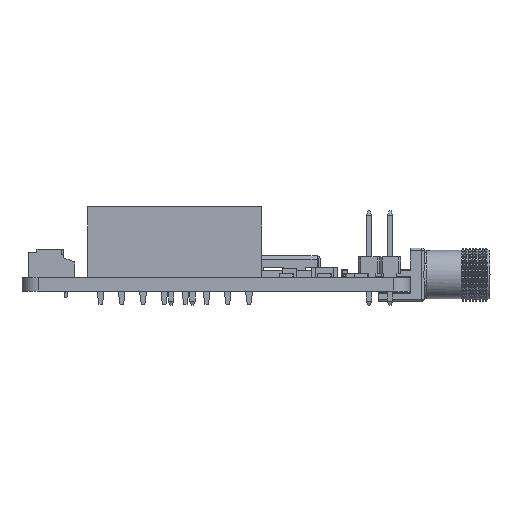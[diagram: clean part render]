
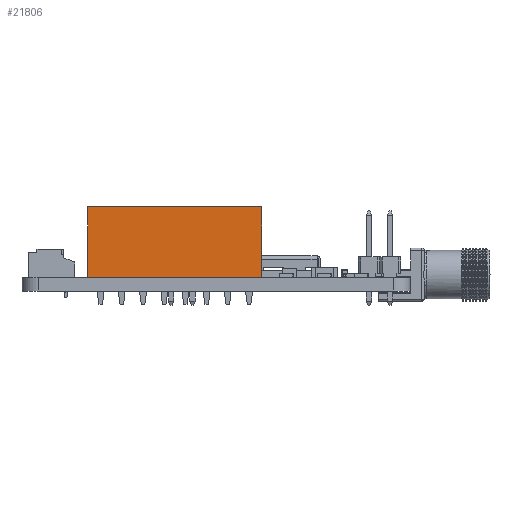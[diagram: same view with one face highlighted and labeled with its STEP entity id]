
A CAD part, front view. The second image highlights one B-rep face of the part: STEP entity #21806.
In plain terms, the highlighted face is planar.
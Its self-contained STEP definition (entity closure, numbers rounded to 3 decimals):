
#21780 = VERTEX_POINT('',#21781);
#21781 = CARTESIAN_POINT('',(0.25,0.,1.27));
#21787 = EDGE_CURVE('',#21780,#21788,#21790,.T.);
#21788 = VERTEX_POINT('',#21789);
#21789 = CARTESIAN_POINT('',(-20.57,0.,1.27));
#21790 = LINE('',#21791,#21792);
#21791 = CARTESIAN_POINT('',(0.,0.,1.27));
#21792 = VECTOR('',#21793,1.);
#21793 = DIRECTION('',(-1.,-0.,-0.));
#21806 = ADVANCED_FACE('',(#21807),#21832,.T.);
#21807 = FACE_BOUND('',#21808,.T.);
#21808 = EDGE_LOOP('',(#21809,#21810,#21818,#21826));
#21809 = ORIENTED_EDGE('',*,*,#21787,.F.);
#21810 = ORIENTED_EDGE('',*,*,#21811,.T.);
#21811 = EDGE_CURVE('',#21780,#21812,#21814,.T.);
#21812 = VERTEX_POINT('',#21813);
#21813 = CARTESIAN_POINT('',(0.25,8.5,1.27));
#21814 = LINE('',#21815,#21816);
#21815 = CARTESIAN_POINT('',(0.25,-3.2,1.27));
#21816 = VECTOR('',#21817,1.);
#21817 = DIRECTION('',(-0.,1.,-0.));
#21818 = ORIENTED_EDGE('',*,*,#21819,.T.);
#21819 = EDGE_CURVE('',#21812,#21820,#21822,.T.);
#21820 = VERTEX_POINT('',#21821);
#21821 = CARTESIAN_POINT('',(-20.57,8.5,1.27));
#21822 = LINE('',#21823,#21824);
#21823 = CARTESIAN_POINT('',(0.,8.5,1.27));
#21824 = VECTOR('',#21825,1.);
#21825 = DIRECTION('',(-1.,-0.,-0.));
#21826 = ORIENTED_EDGE('',*,*,#21827,.T.);
#21827 = EDGE_CURVE('',#21820,#21788,#21828,.T.);
#21828 = LINE('',#21829,#21830);
#21829 = CARTESIAN_POINT('',(-20.57,4.25,1.27));
#21830 = VECTOR('',#21831,1.);
#21831 = DIRECTION('',(-0.,-1.,-0.));
#21832 = PLANE('',#21833);
#21833 = AXIS2_PLACEMENT_3D('',#21834,#21835,#21836);
#21834 = CARTESIAN_POINT('',(-21.393,-0.17,1.27));
#21835 = DIRECTION('',(0.,0.,1.));
#21836 = DIRECTION('',(1.,0.,-0.));
